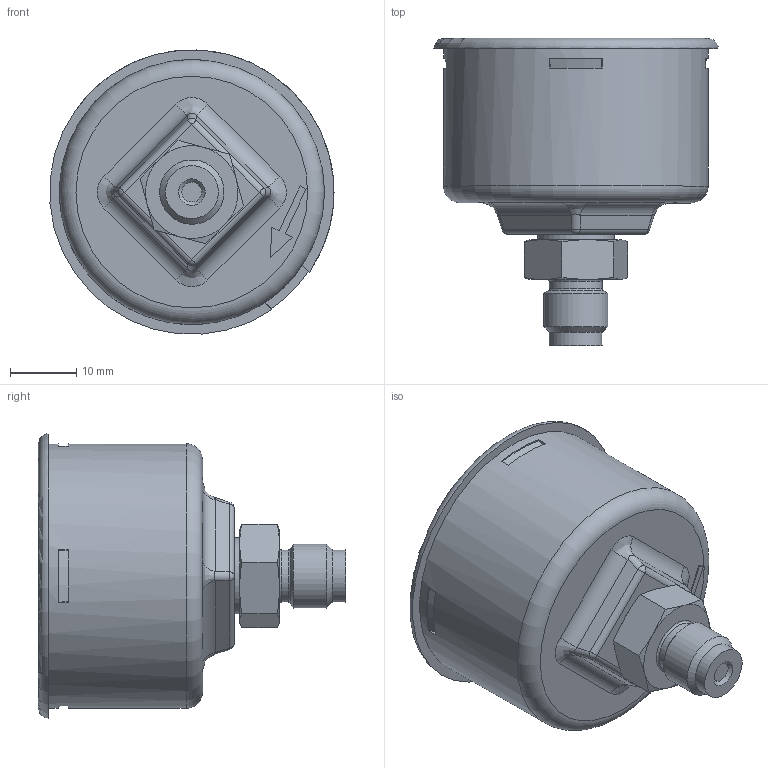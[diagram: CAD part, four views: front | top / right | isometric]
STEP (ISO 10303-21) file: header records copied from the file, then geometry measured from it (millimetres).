
FILE_DESCRIPTION(/* description */ (''),/* implementation_level */ '2;1');
FILE_NAME(/* name */ 'MG3A-40_ABS_PF1210BI00_simplified.stp',/* time_stamp */ '2015-12-17T16:29:17+02:00',/* author */ ('georgiea'),/* organization */ (''),/* preprocessor_version */ 'ST-DEVELOPER v16.1',/* originating_system */ 'Autodesk Inventor 2016',/* authorisation */ '');
FILE_SCHEMA (('AUTOMOTIVE_DESIGN { 1 0 10303 214 3 1 1 }'));
Length unit declared in the file: centimetre
Products named in the file (1): MG3A-40_ABS_PF1210BI00_simplified
Bounding box: 42.9 x 46.4 x 42.91 mm (x, y, z)
Volume: 34325.1 mm3; surface area: 6850.2 mm2
Topology: 1 solids, 1 shells, 101 faces, 222 edges, 135 vertices
Faces by surface type: plane 48, cylinder 19, cone 19, torus 7, bspline 4, sphere 4
Full cylindrical faces by diameter (mm): 3 x1, 8 x2, 8.5 x1, 9.728 x1, 11.6 x1, 40 x1
Entity records: 2832 total; most frequent: CARTESIAN_POINT 617, DIRECTION 445, ORIENTED_EDGE 396, EDGE_CURVE 198, AXIS2_PLACEMENT_3D 178, EDGE_LOOP 129, VERTEX_POINT 129, STYLED_ITEM 100
